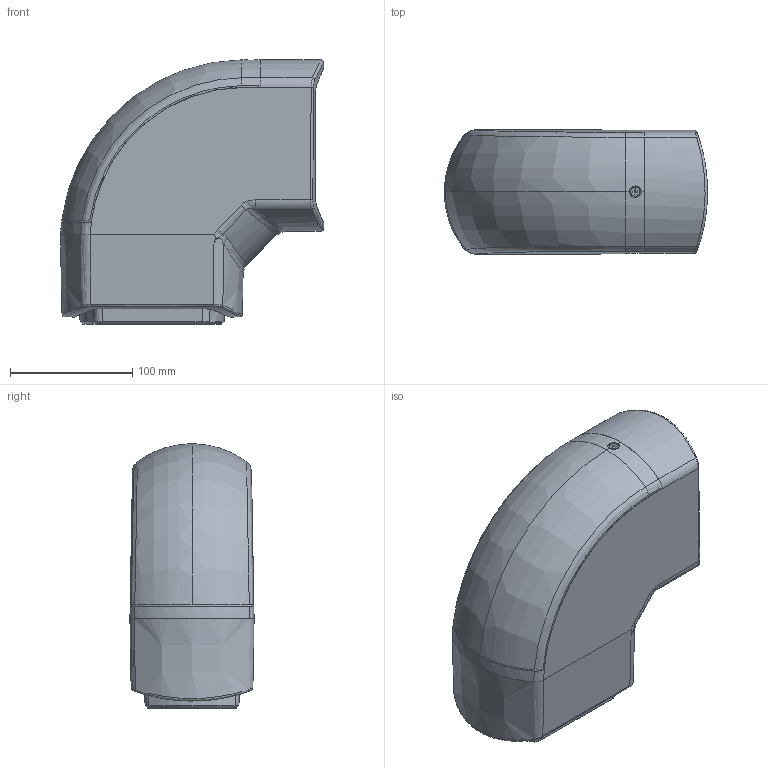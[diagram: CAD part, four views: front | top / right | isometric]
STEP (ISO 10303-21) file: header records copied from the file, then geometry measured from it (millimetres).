
FILE_DESCRIPTION (( 'STEP AP214' ), '1' );
FILE_NAME ('49627147.STEP', '2017-11-07T08:00:45', ( 'Macha' ), ( 'Hewlett-Packard Company' ), 'SwSTEP 2.0', 'SolidWorks 2017', '' );
FILE_SCHEMA (( 'AUTOMOTIVE_DESIGN' ));
Length unit declared in the file: millimetre
Products named in the file (8): 12099_Bearbeitung; 49627100; 93335; 82452; 98076; 82443; 12082_Bearbeitung; 49627147
Assembly tree (8 placements, depth 3):
  49627147
    49627100
      12082_Bearbeitung
      82443  x2
      98076
      82452
      93335
    12099_Bearbeitung
Bounding box: 214.81 x 101.4 x 215.79 mm (x, y, z)
Volume: 1223859.9 mm3; surface area: 332931.6 mm2
Topology: 7 solids, 7 shells, 1574 faces, 3860 edges, 2315 vertices
Faces by surface type: bspline 679, plane 296, cylinder 238, torus 156, cone 116, sphere 89
Full cylindrical faces by diameter (mm): 3.3 x1, 4 x1, 7.5 x1, 8 x2, 8.5 x4, 10 x2, 10.5 x12, 72 x2
Entity records: 97254 total; most frequent: CARTESIAN_POINT 66195, ORIENTED_EDGE 7458, DIRECTION 4728, EDGE_CURVE 3729, VERTEX_POINT 2265, AXIS2_PLACEMENT_3D 1924, B_SPLINE_CURVE_WITH_KNOTS 1747, EDGE_LOOP 1692
